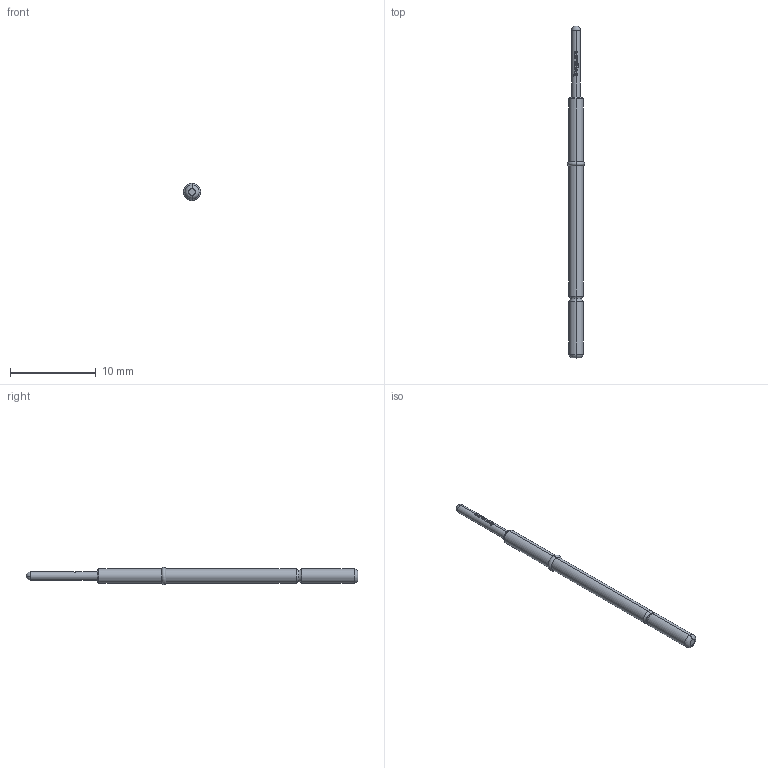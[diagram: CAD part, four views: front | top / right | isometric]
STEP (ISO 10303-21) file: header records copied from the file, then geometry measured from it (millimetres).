
FILE_DESCRIPTION (( 'STEP AP203' ), '1' );
FILE_NAME ('INGUN_GKS-112_305_100_A_xx08.STEP', '2022-01-05T08:21:18', ( 'ochi' ), ( '' ), 'SwSTEP 2.0', 'SolidWorks 2018', '' );
FILE_SCHEMA (( 'CONFIG_CONTROL_DESIGN' ));
Length unit declared in the file: millimetre
Products named in the file (1): INGUN_GKS-112_305_100_A_xx08
Bounding box: 2 x 38.7 x 2 mm (x, y, z)
Volume: 71.2 mm3; surface area: 186.9 mm2
Topology: 1 solids, 1 shells, 94 faces, 259 edges, 167 vertices
Faces by surface type: plane 42, bspline 22, cylinder 18, torus 8, sphere 2, cone 2
Entity records: 3328 total; most frequent: CARTESIAN_POINT 1019, ORIENTED_EDGE 514, DIRECTION 409, EDGE_CURVE 257, VERTEX_POINT 167, AXIS2_PLACEMENT_3D 165, EDGE_LOOP 96, FACE_OUTER_BOUND 94
